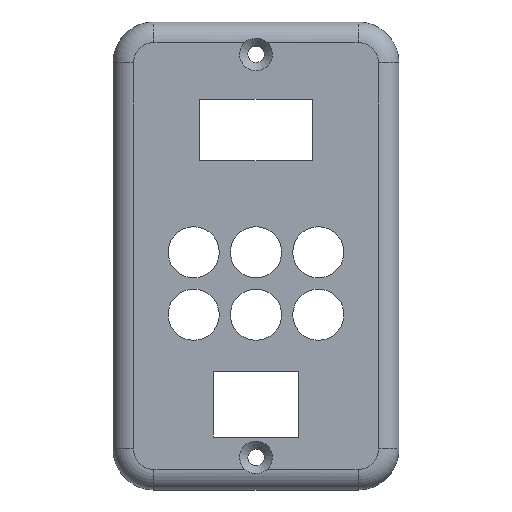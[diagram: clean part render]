
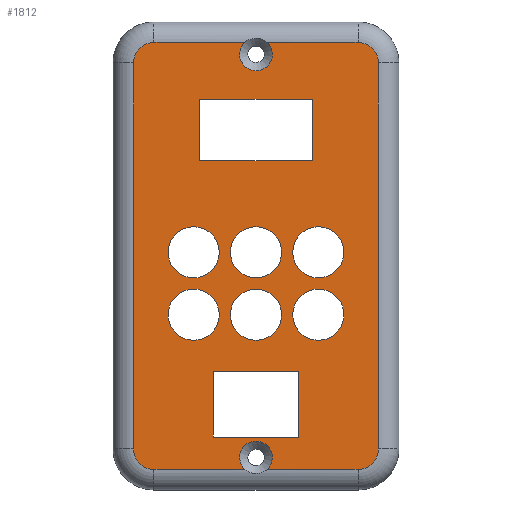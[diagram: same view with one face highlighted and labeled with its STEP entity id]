
A CAD part, top view. The second image highlights one B-rep face of the part: STEP entity #1812.
In plain terms, the highlighted planar face has unit normal (0, 0, 1).
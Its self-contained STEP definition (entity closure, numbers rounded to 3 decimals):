
#124=VECTOR('',#2117,1.);
#125=VECTOR('',#2118,1.);
#126=VECTOR('',#2119,1.);
#127=VECTOR('',#2120,1.);
#128=VECTOR('',#2121,1.);
#129=VECTOR('',#2122,1.);
#130=VECTOR('',#2123,1.);
#131=VECTOR('',#2124,1.);
#132=VECTOR('',#2127,1.);
#133=VECTOR('',#2130,1.);
#134=VECTOR('',#2133,1.);
#135=VECTOR('',#2138,1.);
#293=LINE('',#2558,#124);
#294=LINE('',#2561,#125);
#295=LINE('',#2563,#126);
#296=LINE('',#2565,#127);
#297=LINE('',#2566,#128);
#298=LINE('',#2569,#129);
#299=LINE('',#2571,#130);
#300=LINE('',#2573,#131);
#301=LINE('',#2577,#132);
#302=LINE('',#2581,#133);
#303=LINE('',#2585,#134);
#304=LINE('',#2592,#135);
#459=PLANE('',#1926);
#512=VERTEX_POINT('',#2520);
#514=VERTEX_POINT('',#2525);
#516=VERTEX_POINT('',#2530);
#518=VERTEX_POINT('',#2535);
#520=VERTEX_POINT('',#2540);
#522=VERTEX_POINT('',#2545);
#528=VERTEX_POINT('',#2559);
#529=VERTEX_POINT('',#2560);
#530=VERTEX_POINT('',#2562);
#531=VERTEX_POINT('',#2564);
#532=VERTEX_POINT('',#2567);
#533=VERTEX_POINT('',#2568);
#534=VERTEX_POINT('',#2570);
#535=VERTEX_POINT('',#2572);
#536=VERTEX_POINT('',#2575);
#537=VERTEX_POINT('',#2576);
#538=VERTEX_POINT('',#2578);
#539=VERTEX_POINT('',#2580);
#540=VERTEX_POINT('',#2582);
#541=VERTEX_POINT('',#2584);
#542=VERTEX_POINT('',#2586);
#543=VERTEX_POINT('',#2588);
#544=VERTEX_POINT('',#2589);
#545=VERTEX_POINT('',#2591);
#546=VERTEX_POINT('',#2593);
#547=VERTEX_POINT('',#2595);
#685=CIRCLE('',#1908,6.25);
#687=CIRCLE('',#1911,6.25);
#689=CIRCLE('',#1914,6.25);
#691=CIRCLE('',#1917,6.25);
#693=CIRCLE('',#1920,6.25);
#695=CIRCLE('',#1923,6.25);
#697=CIRCLE('',#1927,4.);
#698=CIRCLE('',#1928,5.);
#699=CIRCLE('',#1929,5.);
#700=CIRCLE('',#1930,4.);
#701=CIRCLE('',#1931,5.);
#702=CIRCLE('',#1932,5.);
#759=EDGE_CURVE('',#512,#512,#685,.T.);
#761=EDGE_CURVE('',#514,#514,#687,.T.);
#763=EDGE_CURVE('',#516,#516,#689,.T.);
#765=EDGE_CURVE('',#518,#518,#691,.T.);
#767=EDGE_CURVE('',#520,#520,#693,.T.);
#769=EDGE_CURVE('',#522,#522,#695,.T.);
#775=EDGE_CURVE('',#528,#529,#293,.T.);
#776=EDGE_CURVE('',#529,#530,#294,.T.);
#777=EDGE_CURVE('',#530,#531,#295,.T.);
#778=EDGE_CURVE('',#531,#528,#296,.T.);
#779=EDGE_CURVE('',#532,#533,#297,.T.);
#780=EDGE_CURVE('',#533,#534,#298,.T.);
#781=EDGE_CURVE('',#534,#535,#299,.T.);
#782=EDGE_CURVE('',#535,#532,#300,.T.);
#783=EDGE_CURVE('',#536,#537,#697,.T.);
#784=EDGE_CURVE('',#538,#536,#301,.T.);
#785=EDGE_CURVE('',#539,#538,#698,.T.);
#786=EDGE_CURVE('',#540,#539,#302,.T.);
#787=EDGE_CURVE('',#541,#540,#699,.T.);
#788=EDGE_CURVE('',#542,#541,#303,.T.);
#789=EDGE_CURVE('',#543,#542,#700,.T.);
#790=EDGE_CURVE('',#544,#543,#303,.T.);
#791=EDGE_CURVE('',#545,#544,#701,.T.);
#792=EDGE_CURVE('',#546,#545,#304,.T.);
#793=EDGE_CURVE('',#547,#546,#702,.T.);
#794=EDGE_CURVE('',#537,#547,#301,.T.);
#1037=ORIENTED_EDGE('',*,*,#775,.T.);
#1038=ORIENTED_EDGE('',*,*,#776,.T.);
#1039=ORIENTED_EDGE('',*,*,#777,.T.);
#1040=ORIENTED_EDGE('',*,*,#778,.T.);
#1041=ORIENTED_EDGE('',*,*,#779,.T.);
#1042=ORIENTED_EDGE('',*,*,#780,.T.);
#1043=ORIENTED_EDGE('',*,*,#781,.T.);
#1044=ORIENTED_EDGE('',*,*,#782,.T.);
#1045=ORIENTED_EDGE('',*,*,#783,.F.);
#1046=ORIENTED_EDGE('',*,*,#784,.F.);
#1047=ORIENTED_EDGE('',*,*,#785,.F.);
#1048=ORIENTED_EDGE('',*,*,#786,.F.);
#1049=ORIENTED_EDGE('',*,*,#787,.F.);
#1050=ORIENTED_EDGE('',*,*,#788,.F.);
#1051=ORIENTED_EDGE('',*,*,#789,.F.);
#1052=ORIENTED_EDGE('',*,*,#790,.F.);
#1053=ORIENTED_EDGE('',*,*,#791,.F.);
#1054=ORIENTED_EDGE('',*,*,#792,.F.);
#1055=ORIENTED_EDGE('',*,*,#793,.F.);
#1056=ORIENTED_EDGE('',*,*,#794,.F.);
#1057=ORIENTED_EDGE('',*,*,#769,.T.);
#1058=ORIENTED_EDGE('',*,*,#767,.T.);
#1059=ORIENTED_EDGE('',*,*,#765,.T.);
#1060=ORIENTED_EDGE('',*,*,#763,.T.);
#1061=ORIENTED_EDGE('',*,*,#761,.T.);
#1062=ORIENTED_EDGE('',*,*,#759,.T.);
#1546=EDGE_LOOP('',(#1037,#1038,#1039,#1040));
#1547=EDGE_LOOP('',(#1041,#1042,#1043,#1044));
#1548=EDGE_LOOP('',(#1045,#1046,#1047,#1048,#1049,#1050,#1051,#1052,#1053,
#1054,#1055,#1056));
#1549=EDGE_LOOP('',(#1057));
#1550=EDGE_LOOP('',(#1058));
#1551=EDGE_LOOP('',(#1059));
#1552=EDGE_LOOP('',(#1060));
#1553=EDGE_LOOP('',(#1061));
#1554=EDGE_LOOP('',(#1062));
#1685=FACE_BOUND('',#1546,.T.);
#1686=FACE_BOUND('',#1547,.T.);
#1687=FACE_BOUND('',#1548,.T.);
#1688=FACE_BOUND('',#1549,.T.);
#1689=FACE_BOUND('',#1550,.T.);
#1690=FACE_BOUND('',#1551,.T.);
#1691=FACE_BOUND('',#1552,.T.);
#1692=FACE_BOUND('',#1553,.T.);
#1693=FACE_BOUND('',#1554,.T.);
#1812=ADVANCED_FACE('',(#1685,#1686,#1687,#1688,#1689,#1690,#1691,#1692,
#1693),#459,.T.);
#1908=AXIS2_PLACEMENT_3D('',#2519,#2077,#2078);
#1911=AXIS2_PLACEMENT_3D('',#2524,#2083,#2084);
#1914=AXIS2_PLACEMENT_3D('',#2529,#2089,#2090);
#1917=AXIS2_PLACEMENT_3D('',#2534,#2095,#2096);
#1920=AXIS2_PLACEMENT_3D('',#2539,#2101,#2102);
#1923=AXIS2_PLACEMENT_3D('',#2544,#2107,#2108);
#1926=AXIS2_PLACEMENT_3D('',#2557,#2116,$);
#1927=AXIS2_PLACEMENT_3D('',#2574,#2125,#2126);
#1928=AXIS2_PLACEMENT_3D('',#2579,#2128,#2129);
#1929=AXIS2_PLACEMENT_3D('',#2583,#2131,#2132);
#1930=AXIS2_PLACEMENT_3D('',#2587,#2134,#2135);
#1931=AXIS2_PLACEMENT_3D('',#2590,#2136,#2137);
#1932=AXIS2_PLACEMENT_3D('',#2594,#2139,#2140);
#2077=DIRECTION('',(0.,0.,-1.));
#2078=DIRECTION('',(-6.25,0.,0.));
#2083=DIRECTION('',(0.,0.,-1.));
#2084=DIRECTION('',(-6.25,0.,0.));
#2089=DIRECTION('',(0.,0.,-1.));
#2090=DIRECTION('',(-6.25,0.,0.));
#2095=DIRECTION('',(0.,0.,-1.));
#2096=DIRECTION('',(-6.25,0.,0.));
#2101=DIRECTION('',(0.,0.,-1.));
#2102=DIRECTION('',(-6.25,0.,0.));
#2107=DIRECTION('',(0.,0.,-1.));
#2108=DIRECTION('',(-6.25,0.,0.));
#2116=DIRECTION('',(0.,0.,1.));
#2117=DIRECTION('',(1.,0.,0.));
#2118=DIRECTION('',(0.,-1.,0.));
#2119=DIRECTION('',(-1.,0.,0.));
#2120=DIRECTION('',(0.,1.,0.));
#2121=DIRECTION('',(0.,-1.,0.));
#2122=DIRECTION('',(-1.,0.,0.));
#2123=DIRECTION('',(0.,1.,0.));
#2124=DIRECTION('',(1.,0.,0.));
#2125=DIRECTION('',(0.,0.,1.));
#2126=DIRECTION('',(-4.,0.,0.));
#2127=DIRECTION('',(-1.,0.,0.));
#2128=DIRECTION('',(0.,0.,-1.));
#2129=DIRECTION('',(3.536,-3.536,0.));
#2130=DIRECTION('',(0.,-1.,0.));
#2131=DIRECTION('',(0.,0.,-1.));
#2132=DIRECTION('',(3.536,3.536,0.));
#2133=DIRECTION('',(1.,0.,0.));
#2134=DIRECTION('',(0.,0.,1.));
#2135=DIRECTION('',(-4.,0.,0.));
#2136=DIRECTION('',(0.,0.,-1.));
#2137=DIRECTION('',(-3.536,3.536,0.));
#2138=DIRECTION('',(0.,1.,0.));
#2139=DIRECTION('',(0.,0.,-1.));
#2140=DIRECTION('',(-3.536,-3.536,0.));
#2519=CARTESIAN_POINT('',(0.,-14.37,26.));
#2520=CARTESIAN_POINT('',(6.25,-14.37,26.));
#2524=CARTESIAN_POINT('',(-15.24,-14.37,26.));
#2525=CARTESIAN_POINT('',(-8.99,-14.37,26.));
#2529=CARTESIAN_POINT('',(15.24,0.87,26.));
#2530=CARTESIAN_POINT('',(21.49,0.87,26.));
#2534=CARTESIAN_POINT('',(15.24,-14.37,26.));
#2535=CARTESIAN_POINT('',(21.49,-14.37,26.));
#2539=CARTESIAN_POINT('',(-15.24,0.87,26.));
#2540=CARTESIAN_POINT('',(-8.99,0.87,26.));
#2544=CARTESIAN_POINT('',(0.,0.87,26.));
#2545=CARTESIAN_POINT('',(6.25,0.87,26.));
#2557=CARTESIAN_POINT('',(0.,0.,26.));
#2558=CARTESIAN_POINT('',(0.,38.25,26.));
#2559=CARTESIAN_POINT('',(-13.75,38.25,26.));
#2560=CARTESIAN_POINT('',(13.75,38.25,26.));
#2561=CARTESIAN_POINT('',(13.75,14.25,26.));
#2562=CARTESIAN_POINT('',(13.75,23.25,26.));
#2563=CARTESIAN_POINT('',(13.75,23.25,26.));
#2564=CARTESIAN_POINT('',(-13.75,23.25,26.));
#2565=CARTESIAN_POINT('',(-13.75,14.25,26.));
#2566=CARTESIAN_POINT('',(10.5,-18.125,26.));
#2567=CARTESIAN_POINT('',(10.5,-28.25,26.));
#2568=CARTESIAN_POINT('',(10.5,-44.25,26.));
#2569=CARTESIAN_POINT('',(0.,-44.25,26.));
#2570=CARTESIAN_POINT('',(-10.5,-44.25,26.));
#2571=CARTESIAN_POINT('',(-10.5,-14.875,26.));
#2572=CARTESIAN_POINT('',(-10.5,-28.25,26.));
#2573=CARTESIAN_POINT('',(0.,-28.25,26.));
#2574=CARTESIAN_POINT('',(0.,-49.25,26.));
#2575=CARTESIAN_POINT('',(2.755,-52.15,26.));
#2576=CARTESIAN_POINT('',(-2.755,-52.15,26.));
#2577=CARTESIAN_POINT('',(0.,-52.15,26.));
#2578=CARTESIAN_POINT('',(24.925,-52.15,26.));
#2579=CARTESIAN_POINT('',(24.925,-47.15,26.));
#2580=CARTESIAN_POINT('',(29.925,-47.15,26.));
#2581=CARTESIAN_POINT('',(29.925,0.,26.));
#2582=CARTESIAN_POINT('',(29.925,47.15,26.));
#2583=CARTESIAN_POINT('',(24.925,47.15,26.));
#2584=CARTESIAN_POINT('',(24.925,52.15,26.));
#2585=CARTESIAN_POINT('',(0.,52.15,26.));
#2586=CARTESIAN_POINT('',(2.755,52.15,26.));
#2587=CARTESIAN_POINT('',(0.,49.25,26.));
#2588=CARTESIAN_POINT('',(-2.755,52.15,26.));
#2589=CARTESIAN_POINT('',(-24.925,52.15,26.));
#2590=CARTESIAN_POINT('',(-24.925,47.15,26.));
#2591=CARTESIAN_POINT('',(-29.925,47.15,26.));
#2592=CARTESIAN_POINT('',(-29.925,0.,26.));
#2593=CARTESIAN_POINT('',(-29.925,-47.15,26.));
#2594=CARTESIAN_POINT('',(-24.925,-47.15,26.));
#2595=CARTESIAN_POINT('',(-24.925,-52.15,26.));
